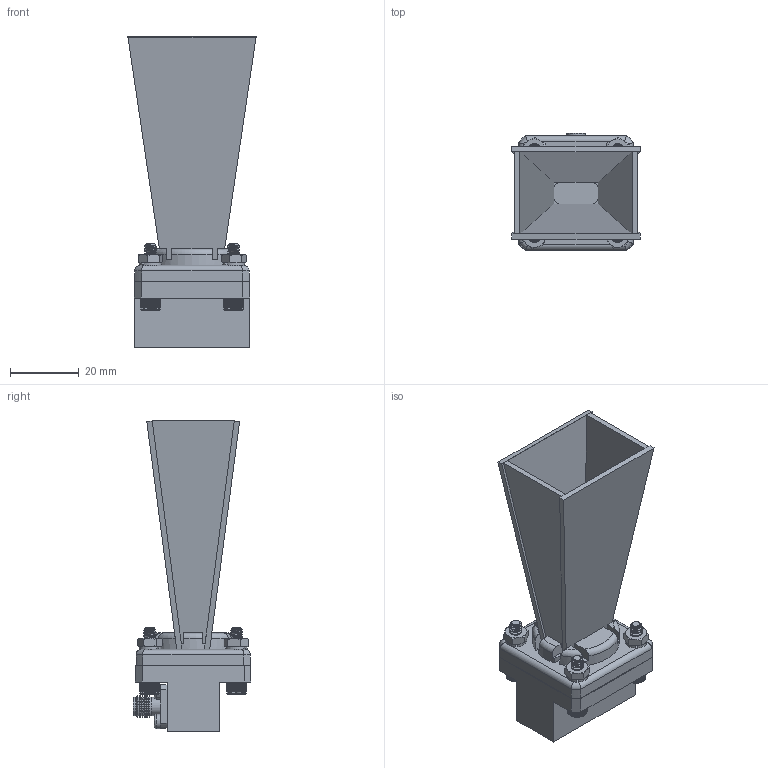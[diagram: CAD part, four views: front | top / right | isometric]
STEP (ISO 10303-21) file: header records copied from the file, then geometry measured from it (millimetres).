
FILE_DESCRIPTION (( 'STEP AP214' ), '1' );
FILE_NAME ('PE9853B-SF-15_3D.STEP', '2021-01-18T16:18:10', ( '' ), ( '' ), 'SwSTEP 2.0', 'SolidWorks 2018', '' );
FILE_SCHEMA (( 'AUTOMOTIVE_DESIGN' ));
Length unit declared in the file: millimetre
Products named in the file (11): PE9828_sma; 6-32SH-HXx.625_92196A150; PE9828_screw; PE9853B-SF-15_3D; 6-32HN-NARROW_90730A007; 6-LW; PE9828_Body; PE9828; PE9828_SMA; PE9853B-15; PE9828_mounting plate
Assembly tree (22 placements, depth 4):
  PE9853B-SF-15_3D
    PE9828
      PE9828_SMA
        PE9828_screw  x4
        PE9828_mounting plate
        PE9828_sma
      PE9828_Body
    PE9853B-15
    6-32SH-HXx.625_92196A150  x4
    6-32HN-NARROW_90730A007  x4
    6-LW  x4
Bounding box: 37.39 x 34.35 x 90.42 mm (x, y, z)
Volume: 27440.7 mm3; surface area: 23262.6 mm2
Topology: 20 solids, 20 shells, 1200 faces, 2806 edges, 1660 vertices
Faces by surface type: plane 733, cone 345, cylinder 84, bspline 26, torus 12
Full cylindrical faces by diameter (mm): 0.95 x1, 2.7 x4, 3.658 x4, 3.7 x4, 4 x1, 4.1 x1, 4.3 x4, 4.6 x1, 5.35 x2, 6.35 x6
Entity records: 16981 total; most frequent: CARTESIAN_POINT 6097, ORIENTED_EDGE 1982, DIRECTION 1793, EDGE_CURVE 991, AXIS2_PLACEMENT_3D 672, VERTEX_POINT 622, EDGE_LOOP 517, FACE_OUTER_BOUND 461
